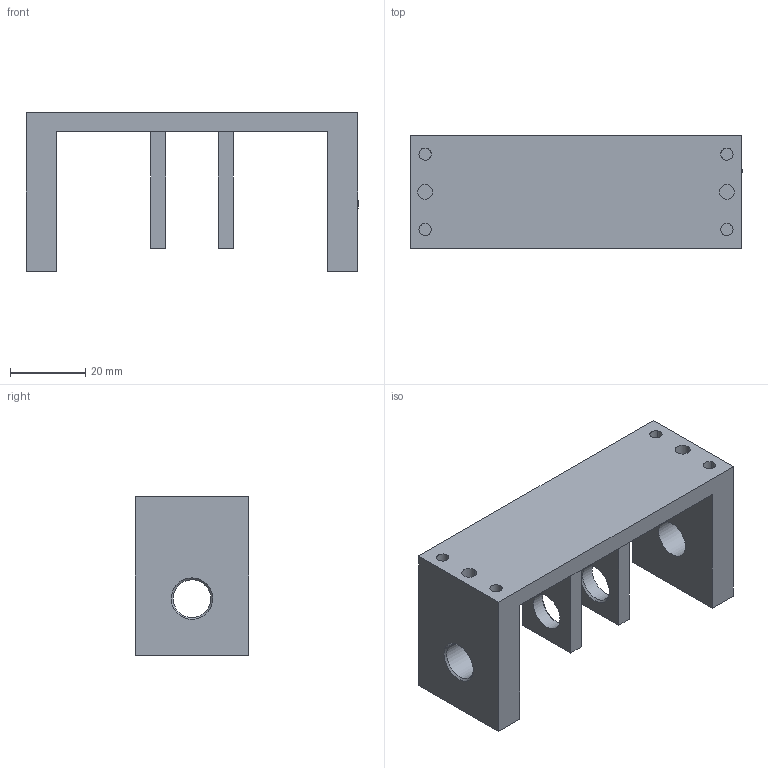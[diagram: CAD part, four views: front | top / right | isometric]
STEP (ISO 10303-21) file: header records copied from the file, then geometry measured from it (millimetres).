
FILE_DESCRIPTION(('CATIA V5 STEP Exchange'),'2;1');
FILE_NAME('Support_Roues.stp','2016-11-16T21:19:31+00:00',('none'),('none'),'CATIA Version 5 Release 17 (IN-10)','CATIA V5 STEP AP203','none');
FILE_SCHEMA(('CONFIG_CONTROL_DESIGN'));
Length unit declared in the file: millimetre
Products named in the file (1): Support_Roues
Bounding box: 88 x 30 x 42 mm (x, y, z)
Volume: 32265.1 mm3; surface area: 16406.9 mm2
Topology: 1 solids, 1 shells, 66 faces, 148 edges, 96 vertices
Faces by surface type: plane 30, cylinder 28, cone 8
Entity records: 1711 total; most frequent: ORIENTED_EDGE 296, CARTESIAN_POINT 284, DIRECTION 226, EDGE_CURVE 148, AXIS2_PLACEMENT_3D 104, VERTEX_POINT 96, EDGE_LOOP 86, VECTOR 84
